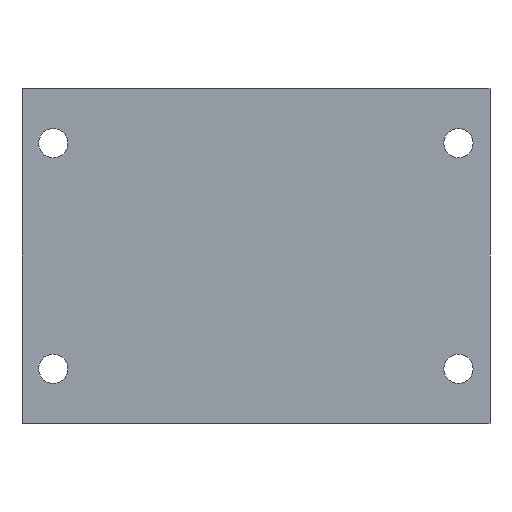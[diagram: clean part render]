
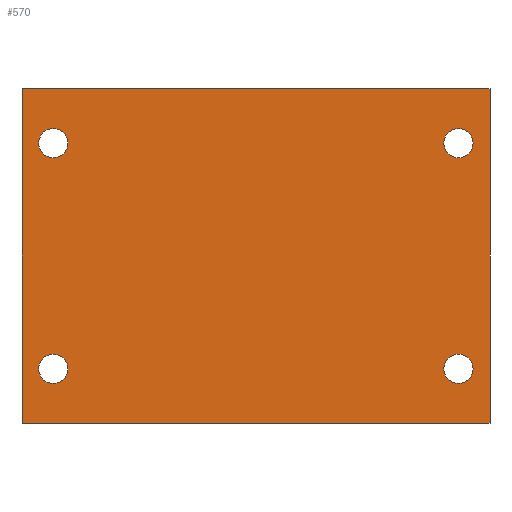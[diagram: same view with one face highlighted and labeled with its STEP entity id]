
A CAD part, front view. The second image highlights one B-rep face of the part: STEP entity #570.
In plain terms, the highlighted planar face has unit normal (0, -1, 0).
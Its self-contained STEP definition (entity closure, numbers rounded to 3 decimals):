
#24 = CARTESIAN_POINT ( 'NONE',  ( -42.71, 0., -30.545 ) ) ;
#27 = FACE_OUTER_BOUND ( 'NONE', #265, .T. ) ;
#28 = DIRECTION ( 'NONE',  ( 0., 0., 1. ) ) ;
#35 = DIRECTION ( 'NONE',  ( 0., 0., -1. ) ) ;
#37 = EDGE_LOOP ( 'NONE', ( #147, #1103 ) ) ;
#42 = VERTEX_POINT ( 'NONE', #782 ) ;
#54 = AXIS2_PLACEMENT_3D ( 'NONE', #613, #884, #875 ) ;
#66 = DIRECTION ( 'NONE',  ( 0., -1., 0. ) ) ;
#71 = AXIS2_PLACEMENT_3D ( 'NONE', #946, #66, #412 ) ;
#79 = DIRECTION ( 'NONE',  ( 0., 0., 1. ) ) ;
#118 = DIRECTION ( 'NONE',  ( 0., 0., -1. ) ) ;
#121 = CARTESIAN_POINT ( 'NONE',  ( 37., 0., -20.6 ) ) ;
#123 = CARTESIAN_POINT ( 'NONE',  ( 42.76, 0., 30.545 ) ) ;
#134 = CARTESIAN_POINT ( 'NONE',  ( -37., 0., -20.6 ) ) ;
#147 = ORIENTED_EDGE ( 'NONE', *, *, #474, .F. ) ;
#156 = CARTESIAN_POINT ( 'NONE',  ( -30.05, 0., -30.545 ) ) ;
#162 = EDGE_CURVE ( 'NONE', #626, #945, #660, .T. ) ;
#167 = CARTESIAN_POINT ( 'NONE',  ( -37., 0., -17.925 ) ) ;
#170 = EDGE_CURVE ( 'NONE', #42, #832, #944, .T. ) ;
#185 = CARTESIAN_POINT ( 'NONE',  ( 42.76, 0., -30.545 ) ) ;
#194 = PLANE ( 'NONE',  #54 ) ;
#199 = FACE_BOUND ( 'NONE', #1075, .T. ) ;
#203 = DIRECTION ( 'NONE',  ( 0., -1., 0. ) ) ;
#241 = CARTESIAN_POINT ( 'NONE',  ( -37., 0., 23.275 ) ) ;
#263 = LINE ( 'NONE', #933, #768 ) ;
#265 = EDGE_LOOP ( 'NONE', ( #717, #898, #686, #1068 ) ) ;
#276 = VERTEX_POINT ( 'NONE', #241 ) ;
#277 = FACE_BOUND ( 'NONE', #490, .T. ) ;
#287 = VERTEX_POINT ( 'NONE', #582 ) ;
#291 = CIRCLE ( 'NONE', #662, 2.675 ) ;
#306 = EDGE_CURVE ( 'NONE', #287, #681, #310, .T. ) ;
#310 = CIRCLE ( 'NONE', #879, 2.675 ) ;
#331 = EDGE_CURVE ( 'NONE', #681, #287, #1105, .T. ) ;
#336 = CARTESIAN_POINT ( 'NONE',  ( -37., 0., -20.6 ) ) ;
#341 = DIRECTION ( 'NONE',  ( 0., -1., 0. ) ) ;
#343 = ORIENTED_EDGE ( 'NONE', *, *, #728, .F. ) ;
#345 = AXIS2_PLACEMENT_3D ( 'NONE', #336, #341, #1092 ) ;
#348 = DIRECTION ( 'NONE',  ( 1., 0., 0. ) ) ;
#371 = EDGE_CURVE ( 'NONE', #754, #1036, #263, .T. ) ;
#378 = VERTEX_POINT ( 'NONE', #1010 ) ;
#397 = DIRECTION ( 'NONE',  ( 0., -1., 0. ) ) ;
#412 = DIRECTION ( 'NONE',  ( 0., 0., 1. ) ) ;
#429 = DIRECTION ( 'NONE',  ( 0., -1., 0. ) ) ;
#450 = AXIS2_PLACEMENT_3D ( 'NONE', #673, #429, #769 ) ;
#474 = EDGE_CURVE ( 'NONE', #929, #850, #859, .T. ) ;
#478 = ORIENTED_EDGE ( 'NONE', *, *, #714, .F. ) ;
#490 = EDGE_LOOP ( 'NONE', ( #997, #478 ) ) ;
#496 = CARTESIAN_POINT ( 'NONE',  ( 37., 0., 17.925 ) ) ;
#515 = DIRECTION ( 'NONE',  ( 0., 0., 1. ) ) ;
#553 = DIRECTION ( 'NONE',  ( 0., -1., 0. ) ) ;
#564 = CIRCLE ( 'NONE', #450, 2.675 ) ;
#570 = ADVANCED_FACE ( 'NONE', ( #277, #801, #199, #692, #27 ), #194, .F. ) ;
#580 = ORIENTED_EDGE ( 'NONE', *, *, #306, .F. ) ;
#582 = CARTESIAN_POINT ( 'NONE',  ( -37., 0., -23.275 ) ) ;
#602 = CARTESIAN_POINT ( 'NONE',  ( -30.05, 0., 30.545 ) ) ;
#604 = EDGE_LOOP ( 'NONE', ( #343, #783 ) ) ;
#608 = AXIS2_PLACEMENT_3D ( 'NONE', #891, #203, #118 ) ;
#613 = CARTESIAN_POINT ( 'NONE',  ( 0., 0., 0. ) ) ;
#626 = VERTEX_POINT ( 'NONE', #888 ) ;
#660 = CIRCLE ( 'NONE', #608, 2.675 ) ;
#662 = AXIS2_PLACEMENT_3D ( 'NONE', #1022, #848, #79 ) ;
#673 = CARTESIAN_POINT ( 'NONE',  ( 37., 0., 20.6 ) ) ;
#681 = VERTEX_POINT ( 'NONE', #167 ) ;
#686 = ORIENTED_EDGE ( 'NONE', *, *, #736, .F. ) ;
#692 = FACE_BOUND ( 'NONE', #604, .T. ) ;
#704 = CARTESIAN_POINT ( 'NONE',  ( -37., 0., 20.6 ) ) ;
#713 = VECTOR ( 'NONE', #35, 1000. ) ;
#714 = EDGE_CURVE ( 'NONE', #276, #378, #291, .T. ) ;
#717 = ORIENTED_EDGE ( 'NONE', *, *, #985, .F. ) ;
#728 = EDGE_CURVE ( 'NONE', #945, #626, #564, .T. ) ;
#734 = AXIS2_PLACEMENT_3D ( 'NONE', #121, #553, #889 ) ;
#736 = EDGE_CURVE ( 'NONE', #1036, #42, #775, .T. ) ;
#754 = VERTEX_POINT ( 'NONE', #24 ) ;
#762 = EDGE_CURVE ( 'NONE', #378, #276, #1019, .T. ) ;
#768 = VECTOR ( 'NONE', #515, 1000. ) ;
#769 = DIRECTION ( 'NONE',  ( 0., 0., -1. ) ) ;
#775 = LINE ( 'NONE', #602, #932 ) ;
#782 = CARTESIAN_POINT ( 'NONE',  ( 42.76, 0., 30.545 ) ) ;
#783 = ORIENTED_EDGE ( 'NONE', *, *, #162, .F. ) ;
#786 = CARTESIAN_POINT ( 'NONE',  ( 37., 0., -17.925 ) ) ;
#801 = FACE_BOUND ( 'NONE', #37, .T. ) ;
#815 = DIRECTION ( 'NONE',  ( 0., 0., -1. ) ) ;
#832 = VERTEX_POINT ( 'NONE', #185 ) ;
#833 = LINE ( 'NONE', #156, #1044 ) ;
#848 = DIRECTION ( 'NONE',  ( 0., -1., 0. ) ) ;
#850 = VERTEX_POINT ( 'NONE', #786 ) ;
#859 = CIRCLE ( 'NONE', #71, 2.675 ) ;
#875 = DIRECTION ( 'NONE',  ( 0., 0., 1. ) ) ;
#876 = CARTESIAN_POINT ( 'NONE',  ( -42.71, 0., 30.545 ) ) ;
#879 = AXIS2_PLACEMENT_3D ( 'NONE', #134, #397, #815 ) ;
#884 = DIRECTION ( 'NONE',  ( 0., 1., 0. ) ) ;
#888 = CARTESIAN_POINT ( 'NONE',  ( 37., 0., 23.275 ) ) ;
#889 = DIRECTION ( 'NONE',  ( 0., 0., 1. ) ) ;
#891 = CARTESIAN_POINT ( 'NONE',  ( 37., 0., 20.6 ) ) ;
#898 = ORIENTED_EDGE ( 'NONE', *, *, #170, .F. ) ;
#900 = CIRCLE ( 'NONE', #734, 2.675 ) ;
#929 = VERTEX_POINT ( 'NONE', #1091 ) ;
#932 = VECTOR ( 'NONE', #348, 1000. ) ;
#933 = CARTESIAN_POINT ( 'NONE',  ( -42.71, 0., -30.545 ) ) ;
#944 = LINE ( 'NONE', #123, #713 ) ;
#945 = VERTEX_POINT ( 'NONE', #496 ) ;
#946 = CARTESIAN_POINT ( 'NONE',  ( 37., 0., -20.6 ) ) ;
#972 = AXIS2_PLACEMENT_3D ( 'NONE', #704, #1053, #28 ) ;
#985 = EDGE_CURVE ( 'NONE', #832, #754, #833, .T. ) ;
#997 = ORIENTED_EDGE ( 'NONE', *, *, #762, .F. ) ;
#1010 = CARTESIAN_POINT ( 'NONE',  ( -37., 0., 17.925 ) ) ;
#1019 = CIRCLE ( 'NONE', #972, 2.675 ) ;
#1022 = CARTESIAN_POINT ( 'NONE',  ( -37., 0., 20.6 ) ) ;
#1026 = DIRECTION ( 'NONE',  ( -1., 0., 0. ) ) ;
#1036 = VERTEX_POINT ( 'NONE', #876 ) ;
#1040 = EDGE_CURVE ( 'NONE', #850, #929, #900, .T. ) ;
#1044 = VECTOR ( 'NONE', #1026, 1000. ) ;
#1053 = DIRECTION ( 'NONE',  ( 0., -1., 0. ) ) ;
#1068 = ORIENTED_EDGE ( 'NONE', *, *, #371, .F. ) ;
#1075 = EDGE_LOOP ( 'NONE', ( #580, #1088 ) ) ;
#1088 = ORIENTED_EDGE ( 'NONE', *, *, #331, .F. ) ;
#1091 = CARTESIAN_POINT ( 'NONE',  ( 37., 0., -23.275 ) ) ;
#1092 = DIRECTION ( 'NONE',  ( 0., 0., -1. ) ) ;
#1103 = ORIENTED_EDGE ( 'NONE', *, *, #1040, .F. ) ;
#1105 = CIRCLE ( 'NONE', #345, 2.675 ) ;
